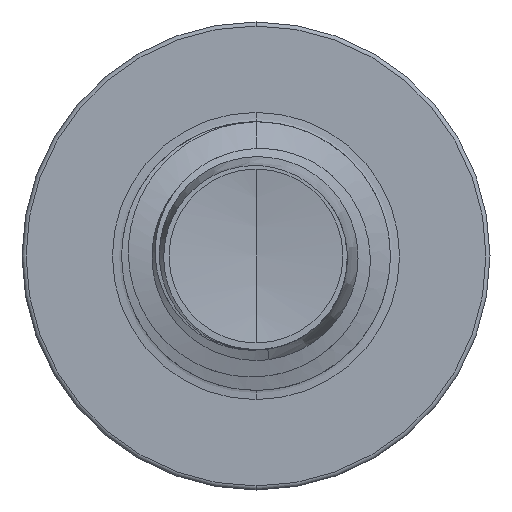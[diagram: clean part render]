
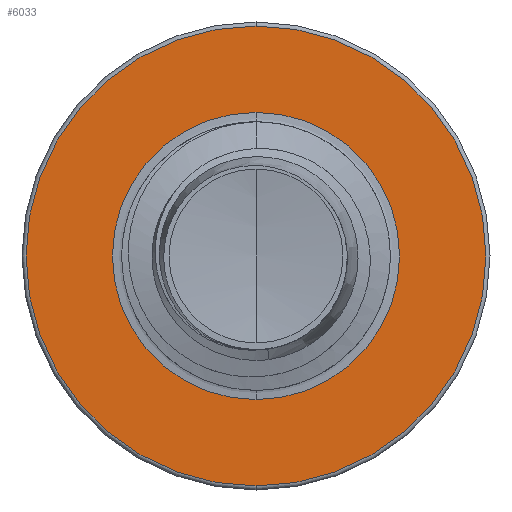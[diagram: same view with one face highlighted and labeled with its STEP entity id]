
A CAD part, front view. The second image highlights one B-rep face of the part: STEP entity #6033.
In plain terms, the highlighted planar face has unit normal (0, -1, 0).
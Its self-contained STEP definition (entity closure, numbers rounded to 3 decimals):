
#2697 = AXIS2_PLACEMENT_3D ( 'NONE', #5377, #5369, #5348 ) ;
#2706 = CIRCLE ( 'NONE', #15263, 2.998 ) ;
#2979 = FACE_BOUND ( 'NONE', #16772, .T. ) ;
#3036 = CARTESIAN_POINT ( 'NONE',  ( 0., 5.5, 1.872 ) ) ;
#3516 = EDGE_LOOP ( 'NONE', ( #10675, #10999 ) ) ;
#3700 = DIRECTION ( 'NONE',  ( 0., 0., 1. ) ) ;
#3727 = DIRECTION ( 'NONE',  ( 0., 1., 0. ) ) ;
#3752 = CARTESIAN_POINT ( 'NONE',  ( 0., 5.5, 0. ) ) ;
#3757 = DIRECTION ( 'NONE',  ( 0., 1., 0. ) ) ;
#4826 = EDGE_CURVE ( 'NONE', #16585, #11041, #2706, .T. ) ;
#5348 = DIRECTION ( 'NONE',  ( 0., 0., 1. ) ) ;
#5369 = DIRECTION ( 'NONE',  ( 0., 1., 0. ) ) ;
#5377 = CARTESIAN_POINT ( 'NONE',  ( 0., 5.5, 0. ) ) ;
#6033 = ADVANCED_FACE ( 'NONE', ( #7510, #2979 ), #13646, .F. ) ;
#7510 = FACE_OUTER_BOUND ( 'NONE', #3516, .T. ) ;
#7986 = CARTESIAN_POINT ( 'NONE',  ( 0., 5.5, -1.872 ) ) ;
#8109 = CARTESIAN_POINT ( 'NONE',  ( 0., 5.5, -2.997 ) ) ;
#8897 = CARTESIAN_POINT ( 'NONE',  ( 0., 5.5, 0. ) ) ;
#9269 = CIRCLE ( 'NONE', #2697, 1.872 ) ;
#10521 = CARTESIAN_POINT ( 'NONE',  ( 0., 5.5, 0. ) ) ;
#10636 = DIRECTION ( 'NONE',  ( 0., 0., 1. ) ) ;
#10675 = ORIENTED_EDGE ( 'NONE', *, *, #4826, .F. ) ;
#10870 = AXIS2_PLACEMENT_3D ( 'NONE', #8897, #16800, #10636 ) ;
#10999 = ORIENTED_EDGE ( 'NONE', *, *, #17070, .F. ) ;
#11041 = VERTEX_POINT ( 'NONE', #8109 ) ;
#11632 = EDGE_CURVE ( 'NONE', #16051, #14861, #9269, .T. ) ;
#11877 = DIRECTION ( 'NONE',  ( 0., 0., 1. ) ) ;
#11904 = CARTESIAN_POINT ( 'NONE',  ( 0., 5.5, 2.998 ) ) ;
#13052 = DIRECTION ( 'NONE',  ( 0., 1., 0. ) ) ;
#13646 = PLANE ( 'NONE',  #15965 ) ;
#14627 = DIRECTION ( 'NONE',  ( 0., 0., 1. ) ) ;
#14700 = CARTESIAN_POINT ( 'NONE',  ( 0., 5.5, -1.872 ) ) ;
#14760 = CIRCLE ( 'NONE', #15086, 1.872 ) ;
#14806 = ORIENTED_EDGE ( 'NONE', *, *, #11632, .T. ) ;
#14861 = VERTEX_POINT ( 'NONE', #3036 ) ;
#15086 = AXIS2_PLACEMENT_3D ( 'NONE', #10521, #3757, #14627 ) ;
#15263 = AXIS2_PLACEMENT_3D ( 'NONE', #3752, #3727, #3700 ) ;
#15825 = CIRCLE ( 'NONE', #10870, 2.998 ) ;
#15965 = AXIS2_PLACEMENT_3D ( 'NONE', #14700, #13052, #11877 ) ;
#15974 = ORIENTED_EDGE ( 'NONE', *, *, #17208, .T. ) ;
#16051 = VERTEX_POINT ( 'NONE', #7986 ) ;
#16585 = VERTEX_POINT ( 'NONE', #11904 ) ;
#16772 = EDGE_LOOP ( 'NONE', ( #15974, #14806 ) ) ;
#16800 = DIRECTION ( 'NONE',  ( 0., 1., 0. ) ) ;
#17070 = EDGE_CURVE ( 'NONE', #11041, #16585, #15825, .T. ) ;
#17208 = EDGE_CURVE ( 'NONE', #14861, #16051, #14760, .T. ) ;
